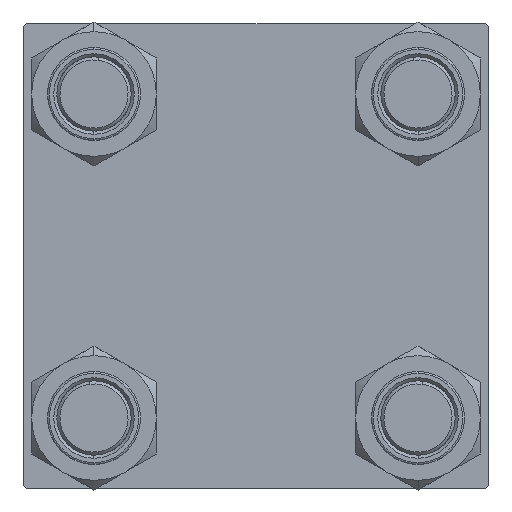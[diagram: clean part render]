
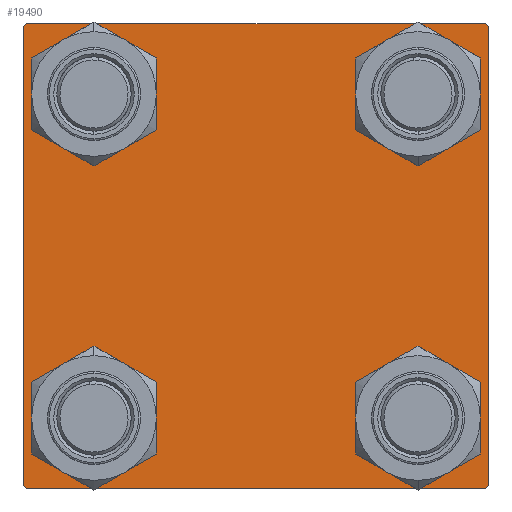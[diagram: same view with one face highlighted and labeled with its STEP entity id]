
A CAD part, left-side view. The second image highlights one B-rep face of the part: STEP entity #19490.
In plain terms, the highlighted planar face has unit normal (-1, 0, 0).
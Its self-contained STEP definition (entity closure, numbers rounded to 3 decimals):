
#318 = FACE_BOUND ( 'NONE', #13454, .T. ) ;
#562 = VERTEX_POINT ( 'NONE', #46152 ) ;
#1149 = VECTOR ( 'NONE', #20252, 1000. ) ;
#1473 = CIRCLE ( 'NONE', #42759, 6.5 ) ;
#2720 = DIRECTION ( 'NONE',  ( 1., 0., 0. ) ) ;
#2851 = CARTESIAN_POINT ( 'NONE',  ( 0., -37.5, 37.5 ) ) ;
#2952 = CIRCLE ( 'NONE', #24006, 6.5 ) ;
#3439 = VERTEX_POINT ( 'NONE', #50183 ) ;
#3624 = DIRECTION ( 'NONE',  ( 0., 0., -1. ) ) ;
#4221 = CARTESIAN_POINT ( 'NONE',  ( 0., 26.15, 32.65 ) ) ;
#4776 = CARTESIAN_POINT ( 'NONE',  ( 0., -37., -37.5 ) ) ;
#4936 = VECTOR ( 'NONE', #7166, 1000. ) ;
#5358 = EDGE_CURVE ( 'NONE', #39658, #34530, #27377, .T. ) ;
#5552 = VERTEX_POINT ( 'NONE', #12015 ) ;
#5672 = AXIS2_PLACEMENT_3D ( 'NONE', #35907, #27204, #24014 ) ;
#5844 = CARTESIAN_POINT ( 'NONE',  ( 0., -26.15, -26.15 ) ) ;
#6252 = DIRECTION ( 'NONE',  ( 0., 0., 1. ) ) ;
#6312 = EDGE_LOOP ( 'NONE', ( #22823, #40745, #42363, #13573, #33487, #49384, #35191, #30386 ) ) ;
#7153 = VERTEX_POINT ( 'NONE', #29369 ) ;
#7166 = DIRECTION ( 'NONE',  ( 0., -1., 0. ) ) ;
#7200 = VECTOR ( 'NONE', #9720, 1000. ) ;
#7224 = CIRCLE ( 'NONE', #41744, 6.5 ) ;
#7310 = EDGE_CURVE ( 'NONE', #7153, #24403, #34371, .T. ) ;
#7678 = LINE ( 'NONE', #23781, #4936 ) ;
#7704 = DIRECTION ( 'NONE',  ( -1., 0., 0. ) ) ;
#7886 = VERTEX_POINT ( 'NONE', #16590 ) ;
#8522 = CARTESIAN_POINT ( 'NONE',  ( 0., 37., -37.5 ) ) ;
#8571 = CARTESIAN_POINT ( 'NONE',  ( 0., 37.25, -37.25 ) ) ;
#8692 = EDGE_CURVE ( 'NONE', #15949, #18566, #2952, .T. ) ;
#8907 = VECTOR ( 'NONE', #13444, 1000. ) ;
#8950 = VECTOR ( 'NONE', #3624, 1000. ) ;
#9179 = EDGE_CURVE ( 'NONE', #34551, #31589, #14199, .T. ) ;
#9720 = DIRECTION ( 'NONE',  ( 0., 0.707, 0.707 ) ) ;
#9843 = AXIS2_PLACEMENT_3D ( 'NONE', #14855, #2720, #22520 ) ;
#9979 = CARTESIAN_POINT ( 'NONE',  ( 0., -37.25, 37.25 ) ) ;
#10797 = VERTEX_POINT ( 'NONE', #31350 ) ;
#10959 = CARTESIAN_POINT ( 'NONE',  ( 0., -37., 37.5 ) ) ;
#11088 = ORIENTED_EDGE ( 'NONE', *, *, #13655, .T. ) ;
#11714 = VECTOR ( 'NONE', #40219, 1000. ) ;
#12015 = CARTESIAN_POINT ( 'NONE',  ( 0., 26.15, 19.65 ) ) ;
#12458 = EDGE_CURVE ( 'NONE', #34551, #7886, #19729, .T. ) ;
#12883 = DIRECTION ( 'NONE',  ( 0., 0.707, -0.707 ) ) ;
#13365 = EDGE_CURVE ( 'NONE', #34530, #7886, #44831, .T. ) ;
#13444 = DIRECTION ( 'NONE',  ( 0., -0.707, 0.707 ) ) ;
#13454 = EDGE_LOOP ( 'NONE', ( #22470, #11088 ) ) ;
#13573 = ORIENTED_EDGE ( 'NONE', *, *, #13365, .T. ) ;
#13655 = EDGE_CURVE ( 'NONE', #34491, #562, #7224, .T. ) ;
#14199 = LINE ( 'NONE', #9979, #7200 ) ;
#14855 = CARTESIAN_POINT ( 'NONE',  ( 0., -26.15, 26.15 ) ) ;
#15661 = EDGE_CURVE ( 'NONE', #10797, #34088, #28364, .T. ) ;
#15949 = VERTEX_POINT ( 'NONE', #38292 ) ;
#16590 = CARTESIAN_POINT ( 'NONE',  ( 0., -37.5, -37. ) ) ;
#16713 = VECTOR ( 'NONE', #12883, 1000. ) ;
#16736 = AXIS2_PLACEMENT_3D ( 'NONE', #24065, #7704, #28026 ) ;
#16838 = CARTESIAN_POINT ( 'NONE',  ( 0., 37.25, 37.25 ) ) ;
#17605 = CARTESIAN_POINT ( 'NONE',  ( 0., -26.15, 26.15 ) ) ;
#17881 = DIRECTION ( 'NONE',  ( 0., 0., 1. ) ) ;
#18251 = DIRECTION ( 'NONE',  ( 1., 0., 0. ) ) ;
#18371 = CARTESIAN_POINT ( 'NONE',  ( 0., 26.15, 26.15 ) ) ;
#18566 = VERTEX_POINT ( 'NONE', #30725 ) ;
#19011 = EDGE_LOOP ( 'NONE', ( #29159, #19550 ) ) ;
#19490 = ADVANCED_FACE ( 'NONE', ( #43577, #318, #43837, #40413, #31469 ), #24326, .T. ) ;
#19550 = ORIENTED_EDGE ( 'NONE', *, *, #30214, .T. ) ;
#19729 = LINE ( 'NONE', #2851, #8950 ) ;
#19923 = LINE ( 'NONE', #8571, #11714 ) ;
#20252 = DIRECTION ( 'NONE',  ( 0., -1., 0. ) ) ;
#20621 = EDGE_CURVE ( 'NONE', #18566, #15949, #51980, .T. ) ;
#21574 = DIRECTION ( 'NONE',  ( 1., 0., 0. ) ) ;
#21680 = DIRECTION ( 'NONE',  ( 0., 0., 1. ) ) ;
#22329 = DIRECTION ( 'NONE',  ( 0., 0., 1. ) ) ;
#22470 = ORIENTED_EDGE ( 'NONE', *, *, #41876, .T. ) ;
#22520 = DIRECTION ( 'NONE',  ( 0., 0., 1. ) ) ;
#22548 = AXIS2_PLACEMENT_3D ( 'NONE', #18371, #34735, #22329 ) ;
#22823 = ORIENTED_EDGE ( 'NONE', *, *, #7310, .T. ) ;
#23781 = CARTESIAN_POINT ( 'NONE',  ( 0., 37.5, 37.5 ) ) ;
#24006 = AXIS2_PLACEMENT_3D ( 'NONE', #50442, #26201, #34389 ) ;
#24014 = DIRECTION ( 'NONE',  ( 0., 0., 1. ) ) ;
#24065 = CARTESIAN_POINT ( 'NONE',  ( 0., 0., 0. ) ) ;
#24215 = EDGE_CURVE ( 'NONE', #3439, #31589, #7678, .T. ) ;
#24326 = PLANE ( 'NONE',  #16736 ) ;
#24403 = VERTEX_POINT ( 'NONE', #37388 ) ;
#24460 = CARTESIAN_POINT ( 'NONE',  ( 0., 37.5, -37.5 ) ) ;
#24721 = EDGE_CURVE ( 'NONE', #24403, #39658, #19923, .T. ) ;
#25008 = VERTEX_POINT ( 'NONE', #4221 ) ;
#25873 = ORIENTED_EDGE ( 'NONE', *, *, #43408, .T. ) ;
#26201 = DIRECTION ( 'NONE',  ( 1., 0., 0. ) ) ;
#26456 = DIRECTION ( 'NONE',  ( 0., 0., -1. ) ) ;
#26806 = AXIS2_PLACEMENT_3D ( 'NONE', #17605, #30005, #6252 ) ;
#27204 = DIRECTION ( 'NONE',  ( 1., 0., 0. ) ) ;
#27290 = CARTESIAN_POINT ( 'NONE',  ( 0., -26.15, 19.65 ) ) ;
#27377 = LINE ( 'NONE', #24460, #1149 ) ;
#28026 = DIRECTION ( 'NONE',  ( 0., 0., 1. ) ) ;
#28364 = CIRCLE ( 'NONE', #9843, 6.5 ) ;
#28980 = LINE ( 'NONE', #16838, #16713 ) ;
#29159 = ORIENTED_EDGE ( 'NONE', *, *, #41651, .T. ) ;
#29281 = CARTESIAN_POINT ( 'NONE',  ( 0., -37.25, -37.25 ) ) ;
#29369 = CARTESIAN_POINT ( 'NONE',  ( 0., 37.5, 37. ) ) ;
#30005 = DIRECTION ( 'NONE',  ( 1., 0., 0. ) ) ;
#30214 = EDGE_CURVE ( 'NONE', #5552, #25008, #45573, .T. ) ;
#30386 = ORIENTED_EDGE ( 'NONE', *, *, #43243, .T. ) ;
#30725 = CARTESIAN_POINT ( 'NONE',  ( 0., 26.15, -19.65 ) ) ;
#31350 = CARTESIAN_POINT ( 'NONE',  ( 0., -26.15, 32.65 ) ) ;
#31469 = FACE_OUTER_BOUND ( 'NONE', #6312, .T. ) ;
#31589 = VERTEX_POINT ( 'NONE', #10959 ) ;
#33332 = ORIENTED_EDGE ( 'NONE', *, *, #8692, .T. ) ;
#33487 = ORIENTED_EDGE ( 'NONE', *, *, #12458, .F. ) ;
#34061 = ORIENTED_EDGE ( 'NONE', *, *, #20621, .T. ) ;
#34088 = VERTEX_POINT ( 'NONE', #27290 ) ;
#34371 = LINE ( 'NONE', #38585, #35768 ) ;
#34383 = CIRCLE ( 'NONE', #22548, 6.5 ) ;
#34389 = DIRECTION ( 'NONE',  ( 0., 0., 1. ) ) ;
#34491 = VERTEX_POINT ( 'NONE', #47514 ) ;
#34530 = VERTEX_POINT ( 'NONE', #4776 ) ;
#34551 = VERTEX_POINT ( 'NONE', #49851 ) ;
#34735 = DIRECTION ( 'NONE',  ( 1., 0., 0. ) ) ;
#35191 = ORIENTED_EDGE ( 'NONE', *, *, #24215, .F. ) ;
#35768 = VECTOR ( 'NONE', #26456, 1000. ) ;
#35907 = CARTESIAN_POINT ( 'NONE',  ( 0., 26.15, -26.15 ) ) ;
#37388 = CARTESIAN_POINT ( 'NONE',  ( 0., 37.5, -37. ) ) ;
#38292 = CARTESIAN_POINT ( 'NONE',  ( 0., 26.15, -32.65 ) ) ;
#38585 = CARTESIAN_POINT ( 'NONE',  ( 0., 37.5, 37.5 ) ) ;
#38738 = EDGE_LOOP ( 'NONE', ( #39330, #25873 ) ) ;
#39330 = ORIENTED_EDGE ( 'NONE', *, *, #15661, .T. ) ;
#39658 = VERTEX_POINT ( 'NONE', #8522 ) ;
#40219 = DIRECTION ( 'NONE',  ( 0., -0.707, -0.707 ) ) ;
#40413 = FACE_BOUND ( 'NONE', #19011, .T. ) ;
#40745 = ORIENTED_EDGE ( 'NONE', *, *, #24721, .T. ) ;
#41651 = EDGE_CURVE ( 'NONE', #25008, #5552, #34383, .T. ) ;
#41744 = AXIS2_PLACEMENT_3D ( 'NONE', #49975, #41795, #46008 ) ;
#41795 = DIRECTION ( 'NONE',  ( 1., 0., 0. ) ) ;
#41876 = EDGE_CURVE ( 'NONE', #562, #34491, #1473, .T. ) ;
#42363 = ORIENTED_EDGE ( 'NONE', *, *, #5358, .T. ) ;
#42759 = AXIS2_PLACEMENT_3D ( 'NONE', #5844, #18251, #21680 ) ;
#43243 = EDGE_CURVE ( 'NONE', #3439, #7153, #28980, .T. ) ;
#43408 = EDGE_CURVE ( 'NONE', #34088, #10797, #49519, .T. ) ;
#43577 = FACE_BOUND ( 'NONE', #38738, .T. ) ;
#43837 = FACE_BOUND ( 'NONE', #47116, .T. ) ;
#44831 = LINE ( 'NONE', #29281, #8907 ) ;
#45573 = CIRCLE ( 'NONE', #51484, 6.5 ) ;
#46008 = DIRECTION ( 'NONE',  ( 0., 0., 1. ) ) ;
#46152 = CARTESIAN_POINT ( 'NONE',  ( 0., -26.15, -19.65 ) ) ;
#47116 = EDGE_LOOP ( 'NONE', ( #34061, #33332 ) ) ;
#47514 = CARTESIAN_POINT ( 'NONE',  ( 0., -26.15, -32.65 ) ) ;
#49384 = ORIENTED_EDGE ( 'NONE', *, *, #9179, .T. ) ;
#49519 = CIRCLE ( 'NONE', #26806, 6.5 ) ;
#49851 = CARTESIAN_POINT ( 'NONE',  ( 0., -37.5, 37. ) ) ;
#49975 = CARTESIAN_POINT ( 'NONE',  ( 0., -26.15, -26.15 ) ) ;
#50046 = CARTESIAN_POINT ( 'NONE',  ( 0., 26.15, 26.15 ) ) ;
#50183 = CARTESIAN_POINT ( 'NONE',  ( 0., 37., 37.5 ) ) ;
#50442 = CARTESIAN_POINT ( 'NONE',  ( 0., 26.15, -26.15 ) ) ;
#51484 = AXIS2_PLACEMENT_3D ( 'NONE', #50046, #21574, #17881 ) ;
#51980 = CIRCLE ( 'NONE', #5672, 6.5 ) ;
